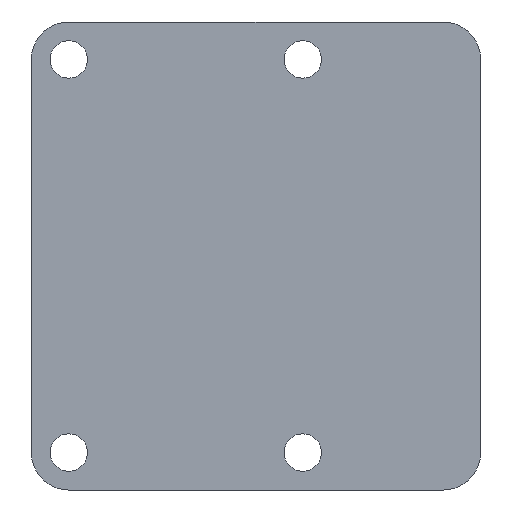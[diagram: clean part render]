
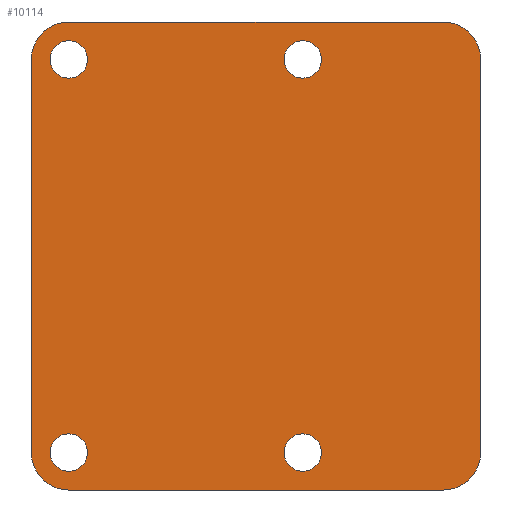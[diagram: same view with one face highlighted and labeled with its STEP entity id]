
A CAD part, left-side view. The second image highlights one B-rep face of the part: STEP entity #10114.
In plain terms, the highlighted planar face has unit normal (-1, 0, 0).
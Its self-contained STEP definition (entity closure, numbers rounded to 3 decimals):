
#97=CIRCLE('',#10398,1.);
#98=CIRCLE('',#10400,1.);
#99=CIRCLE('',#10402,1.);
#100=CIRCLE('',#10404,1.);
#101=CIRCLE('',#10407,2.);
#102=CIRCLE('',#10410,2.);
#103=CIRCLE('',#10413,2.);
#104=CIRCLE('',#10416,2.);
#249=FACE_BOUND('',#872,.T.);
#250=FACE_BOUND('',#873,.T.);
#251=FACE_BOUND('',#874,.T.);
#252=FACE_BOUND('',#875,.T.);
#499=FACE_OUTER_BOUND('',#871,.T.);
#871=EDGE_LOOP('',(#9482,#9483,#9484,#9485,#9486,#9487,#9488,#9489));
#872=EDGE_LOOP('',(#9490));
#873=EDGE_LOOP('',(#9491));
#874=EDGE_LOOP('',(#9492));
#875=EDGE_LOOP('',(#9493));
#2442=LINE('',#19735,#3027);
#2446=LINE('',#19744,#3031);
#2449=LINE('',#19752,#3034);
#2452=LINE('',#19760,#3037);
#3027=VECTOR('',#11548,10.);
#3031=VECTOR('',#11558,10.);
#3034=VECTOR('',#11567,10.);
#3037=VECTOR('',#11576,10.);
#4538=VERTEX_POINT('',#19717);
#4539=VERTEX_POINT('',#19721);
#4540=VERTEX_POINT('',#19725);
#4541=VERTEX_POINT('',#19729);
#4542=VERTEX_POINT('',#19733);
#4543=VERTEX_POINT('',#19734);
#4544=VERTEX_POINT('',#19739);
#4545=VERTEX_POINT('',#19743);
#4546=VERTEX_POINT('',#19747);
#4547=VERTEX_POINT('',#19751);
#4548=VERTEX_POINT('',#19755);
#4549=VERTEX_POINT('',#19759);
#6174=EDGE_CURVE('',#4538,#4538,#97,.T.);
#6176=EDGE_CURVE('',#4539,#4539,#98,.T.);
#6178=EDGE_CURVE('',#4540,#4540,#99,.T.);
#6180=EDGE_CURVE('',#4541,#4541,#100,.T.);
#6182=EDGE_CURVE('',#4542,#4543,#2442,.T.);
#6185=EDGE_CURVE('',#4544,#4542,#101,.T.);
#6187=EDGE_CURVE('',#4545,#4544,#2446,.T.);
#6189=EDGE_CURVE('',#4546,#4545,#102,.T.);
#6191=EDGE_CURVE('',#4547,#4546,#2449,.T.);
#6193=EDGE_CURVE('',#4548,#4547,#103,.T.);
#6195=EDGE_CURVE('',#4549,#4548,#2452,.T.);
#6197=EDGE_CURVE('',#4543,#4549,#104,.T.);
#9482=ORIENTED_EDGE('',*,*,#6197,.F.);
#9483=ORIENTED_EDGE('',*,*,#6182,.F.);
#9484=ORIENTED_EDGE('',*,*,#6185,.F.);
#9485=ORIENTED_EDGE('',*,*,#6187,.F.);
#9486=ORIENTED_EDGE('',*,*,#6189,.F.);
#9487=ORIENTED_EDGE('',*,*,#6191,.F.);
#9488=ORIENTED_EDGE('',*,*,#6193,.F.);
#9489=ORIENTED_EDGE('',*,*,#6195,.F.);
#9490=ORIENTED_EDGE('',*,*,#6180,.F.);
#9491=ORIENTED_EDGE('',*,*,#6178,.F.);
#9492=ORIENTED_EDGE('',*,*,#6176,.F.);
#9493=ORIENTED_EDGE('',*,*,#6174,.F.);
#9700=PLANE('',#10418);
#10114=ADVANCED_FACE('',(#499,#249,#250,#251,#252),#9700,.F.);
#10398=AXIS2_PLACEMENT_3D('',#19718,#11528,#11529);
#10400=AXIS2_PLACEMENT_3D('',#19722,#11533,#11534);
#10402=AXIS2_PLACEMENT_3D('',#19726,#11538,#11539);
#10404=AXIS2_PLACEMENT_3D('',#19730,#11543,#11544);
#10407=AXIS2_PLACEMENT_3D('',#19740,#11553,#11554);
#10410=AXIS2_PLACEMENT_3D('',#19748,#11562,#11563);
#10413=AXIS2_PLACEMENT_3D('',#19756,#11571,#11572);
#10416=AXIS2_PLACEMENT_3D('',#19763,#11580,#11581);
#10418=AXIS2_PLACEMENT_3D('',#19765,#11584,#11585);
#11528=DIRECTION('center_axis',(-1.,0.,0.));
#11529=DIRECTION('ref_axis',(0.,0.,-1.));
#11533=DIRECTION('center_axis',(-1.,0.,0.));
#11534=DIRECTION('ref_axis',(0.,0.,-1.));
#11538=DIRECTION('center_axis',(-1.,0.,0.));
#11539=DIRECTION('ref_axis',(0.,0.,-1.));
#11543=DIRECTION('center_axis',(-1.,0.,0.));
#11544=DIRECTION('ref_axis',(0.,0.,-1.));
#11548=DIRECTION('',(0.,-1.,0.));
#11553=DIRECTION('center_axis',(1.,0.,0.));
#11554=DIRECTION('ref_axis',(0.,1.,0.));
#11558=DIRECTION('',(0.,0.,1.));
#11562=DIRECTION('center_axis',(1.,0.,0.));
#11563=DIRECTION('ref_axis',(0.,0.,-1.));
#11567=DIRECTION('',(0.,1.,0.));
#11571=DIRECTION('center_axis',(1.,0.,0.));
#11572=DIRECTION('ref_axis',(0.,-1.,0.));
#11576=DIRECTION('',(0.,0.,-1.));
#11580=DIRECTION('center_axis',(1.,0.,0.));
#11581=DIRECTION('ref_axis',(0.,0.,1.));
#11584=DIRECTION('center_axis',(1.,0.,0.));
#11585=DIRECTION('ref_axis',(0.,0.,-1.));
#19717=CARTESIAN_POINT('',(0.,10.,11.5));
#19718=CARTESIAN_POINT('Origin',(0.,10.,10.5));
#19721=CARTESIAN_POINT('',(0.,-2.5,11.5));
#19722=CARTESIAN_POINT('Origin',(0.,-2.5,10.5));
#19725=CARTESIAN_POINT('',(0.,-2.5,-9.5));
#19726=CARTESIAN_POINT('Origin',(0.,-2.5,-10.5));
#19729=CARTESIAN_POINT('',(0.,10.,-9.5));
#19730=CARTESIAN_POINT('Origin',(0.,10.,-10.5));
#19733=CARTESIAN_POINT('',(0.,10.,12.5));
#19734=CARTESIAN_POINT('',(0.,-10.,12.5));
#19735=CARTESIAN_POINT('',(0.,10.,12.5));
#19739=CARTESIAN_POINT('',(0.,12.,10.5));
#19740=CARTESIAN_POINT('Origin',(0.,10.,10.5));
#19743=CARTESIAN_POINT('',(0.,12.,-10.5));
#19744=CARTESIAN_POINT('',(0.,12.,-10.5));
#19747=CARTESIAN_POINT('',(0.,10.,-12.5));
#19748=CARTESIAN_POINT('Origin',(0.,10.,-10.5));
#19751=CARTESIAN_POINT('',(0.,-10.,-12.5));
#19752=CARTESIAN_POINT('',(0.,-10.,-12.5));
#19755=CARTESIAN_POINT('',(0.,-12.,-10.5));
#19756=CARTESIAN_POINT('Origin',(0.,-10.,-10.5));
#19759=CARTESIAN_POINT('',(0.,-12.,10.5));
#19760=CARTESIAN_POINT('',(0.,-12.,10.5));
#19763=CARTESIAN_POINT('Origin',(0.,-10.,10.5));
#19765=CARTESIAN_POINT('Origin',(0.,0.,0.));
